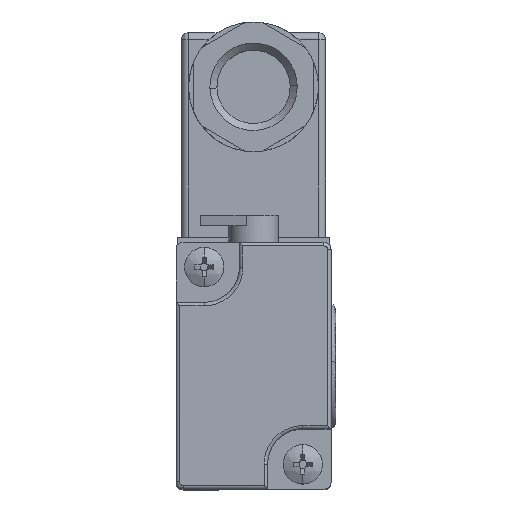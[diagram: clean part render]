
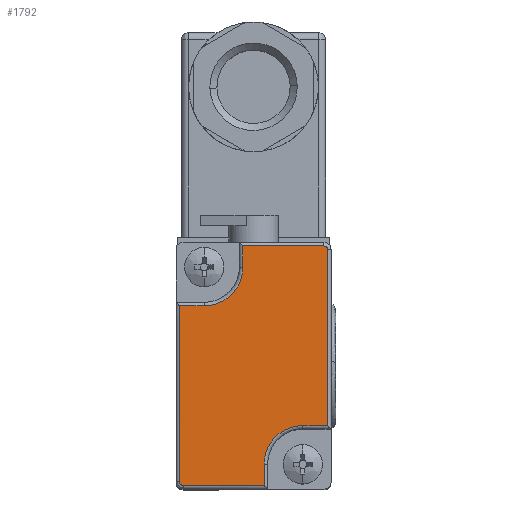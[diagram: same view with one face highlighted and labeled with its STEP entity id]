
A CAD part, top view. The second image highlights one B-rep face of the part: STEP entity #1792.
In plain terms, the highlighted planar face has unit normal (0, 0, 1).
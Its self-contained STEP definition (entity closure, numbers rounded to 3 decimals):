
#110 = EDGE_CURVE ( 'NONE', #6755, #7526, #1449, .T. ) ;
#444 = VERTEX_POINT ( 'NONE', #831 ) ;
#831 = CARTESIAN_POINT ( 'NONE',  ( -33.361, 56.701, 17.581 ) ) ;
#1034 = VECTOR ( 'NONE', #5703, 1000. ) ;
#1120 = CARTESIAN_POINT ( 'NONE',  ( -42.361, 26.201, 17.581 ) ) ;
#1133 = CARTESIAN_POINT ( 'NONE',  ( -33.568, 57.201, 17.581 ) ) ;
#1199 = CARTESIAN_POINT ( 'NONE',  ( -33.361, 40.201, 17.581 ) ) ;
#1444 = VERTEX_POINT ( 'NONE', #13698 ) ;
#1449 = LINE ( 'NONE', #5970, #13159 ) ;
#1637 = ORIENTED_EDGE ( 'NONE', *, *, #5729, .F. ) ;
#1677 = CARTESIAN_POINT ( 'NONE',  ( -54.361, 23.701, 17.581 ) ) ;
#1792 = ADVANCED_FACE ( 'NONE', ( #12409 ), #7834, .F. ) ;
#1964 = LINE ( 'NONE', #13711, #7288 ) ;
#2276 = DIRECTION ( 'NONE',  ( 0., -1., 0. ) ) ;
#2493 = VERTEX_POINT ( 'NONE', #10169 ) ;
#2836 = ORIENTED_EDGE ( 'NONE', *, *, #13436, .F. ) ;
#3159 = VECTOR ( 'NONE', #14164, 1000. ) ;
#3195 =( BOUNDED_CURVE ( )  B_SPLINE_CURVE ( 3, ( #9034, #1133, #3398, #11334 ),
 .UNSPECIFIED., .F., .F. ) 
 B_SPLINE_CURVE_WITH_KNOTS ( ( 4, 4 ),
 ( 0., 1. ),
 .UNSPECIFIED. ) 
 CURVE ( )  GEOMETRIC_REPRESENTATION_ITEM ( )  RATIONAL_B_SPLINE_CURVE ( ( 1., 0.805, 0.805, 1. ) ) 
 REPRESENTATION_ITEM ( '' )  );
#3297 = VECTOR ( 'NONE', #5974, 1000. ) ;
#3398 = CARTESIAN_POINT ( 'NONE',  ( -33.361, 56.994, 17.581 ) ) ;
#3619 = CARTESIAN_POINT ( 'NONE',  ( -50.861, 48.701, 17.581 ) ) ;
#3655 = LINE ( 'NONE', #5931, #3297 ) ;
#3667 = CARTESIAN_POINT ( 'NONE',  ( -33.361, 31.701, 17.581 ) ) ;
#3714 = EDGE_CURVE ( 'NONE', #14055, #4393, #12674, .T. ) ;
#4064 = ORIENTED_EDGE ( 'NONE', *, *, #13528, .F. ) ;
#4393 = VERTEX_POINT ( 'NONE', #4695 ) ;
#4401 = CARTESIAN_POINT ( 'NONE',  ( -43.861, 40.201, 17.581 ) ) ;
#4465 = CARTESIAN_POINT ( 'NONE',  ( -40.082, 31.701, 17.581 ) ) ;
#4675 = CARTESIAN_POINT ( 'NONE',  ( -45.361, 54.201, 17.581 ) ) ;
#4695 = CARTESIAN_POINT ( 'NONE',  ( -54.361, 48.701, 17.581 ) ) ;
#4759 = CARTESIAN_POINT ( 'NONE',  ( -45.361, 50.979, 17.581 ) ) ;
#5024 = CARTESIAN_POINT ( 'NONE',  ( -54.154, 23.201, 17.581 ) ) ;
#5358 = ORIENTED_EDGE ( 'NONE', *, *, #9460, .F. ) ;
#5625 = CARTESIAN_POINT ( 'NONE',  ( -42.361, 23.201, 17.581 ) ) ;
#5703 = DIRECTION ( 'NONE',  ( 0., -1., 0. ) ) ;
#5729 = EDGE_CURVE ( 'NONE', #11703, #10609, #1964, .T. ) ;
#5769 = VECTOR ( 'NONE', #12742, 1000. ) ;
#5900 = DIRECTION ( 'NONE',  ( 0., 1., 0. ) ) ;
#5931 = CARTESIAN_POINT ( 'NONE',  ( -43.861, 48.701, 17.581 ) ) ;
#5970 = CARTESIAN_POINT ( 'NONE',  ( -45.361, 40.201, 17.581 ) ) ;
#5974 = DIRECTION ( 'NONE',  ( 1., 0., 0. ) ) ;
#6013 = CARTESIAN_POINT ( 'NONE',  ( -54.361, 40.201, 17.581 ) ) ;
#6191 = CARTESIAN_POINT ( 'NONE',  ( -53.861, 23.201, 17.581 ) ) ;
#6218 = CARTESIAN_POINT ( 'NONE',  ( -33.861, 57.201, 17.581 ) ) ;
#6351 = LINE ( 'NONE', #12703, #12035 ) ;
#6684 = EDGE_LOOP ( 'NONE', ( #10783, #11368, #5358, #1637, #14285, #11363, #2836, #10091, #4064, #8943, #9804, #9910 ) ) ;
#6755 = VERTEX_POINT ( 'NONE', #4675 ) ;
#6758 =( BOUNDED_CURVE ( )  B_SPLINE_CURVE ( 3, ( #6769, #4465, #7898, #1120 ),
 .UNSPECIFIED., .F., .T. ) 
 B_SPLINE_CURVE_WITH_KNOTS ( ( 4, 4 ),
 ( 0., 1. ),
 .UNSPECIFIED. ) 
 CURVE ( )  GEOMETRIC_REPRESENTATION_ITEM ( )  RATIONAL_B_SPLINE_CURVE ( ( 1., 0.805, 0.805, 1. ) ) 
 REPRESENTATION_ITEM ( '' )  );
#6769 = CARTESIAN_POINT ( 'NONE',  ( -36.861, 31.701, 17.581 ) ) ;
#6883 = DIRECTION ( 'NONE',  ( -1., 0., 0. ) ) ;
#6977 = CARTESIAN_POINT ( 'NONE',  ( -54.361, 23.701, 17.581 ) ) ;
#6991 = VERTEX_POINT ( 'NONE', #12975 ) ;
#7065 = LINE ( 'NONE', #1199, #1034 ) ;
#7080 = CARTESIAN_POINT ( 'NONE',  ( -43.861, 23.201, 17.581 ) ) ;
#7288 = VECTOR ( 'NONE', #2276, 1000. ) ;
#7307 = CARTESIAN_POINT ( 'NONE',  ( -36.861, 31.701, 17.581 ) ) ;
#7447 = VERTEX_POINT ( 'NONE', #3667 ) ;
#7526 = VERTEX_POINT ( 'NONE', #14518 ) ;
#7834 = PLANE ( 'NONE',  #13642 ) ;
#7898 = CARTESIAN_POINT ( 'NONE',  ( -42.361, 29.423, 17.581 ) ) ;
#7982 = DIRECTION ( 'NONE',  ( 0., 0., -1. ) ) ;
#8109 = VERTEX_POINT ( 'NONE', #6218 ) ;
#8141 = EDGE_CURVE ( 'NONE', #4393, #2493, #3655, .T. ) ;
#8449 = CARTESIAN_POINT ( 'NONE',  ( -54.361, 23.408, 17.581 ) ) ;
#8733 =( BOUNDED_CURVE ( )  B_SPLINE_CURVE ( 3, ( #6191, #5024, #8449, #1677 ),
 .UNSPECIFIED., .F., .F. ) 
 B_SPLINE_CURVE_WITH_KNOTS ( ( 4, 4 ),
 ( 0., 1. ),
 .UNSPECIFIED. ) 
 CURVE ( )  GEOMETRIC_REPRESENTATION_ITEM ( )  RATIONAL_B_SPLINE_CURVE ( ( 1., 0.805, 0.805, 1. ) ) 
 REPRESENTATION_ITEM ( '' )  );
#8943 = ORIENTED_EDGE ( 'NONE', *, *, #110, .F. ) ;
#9034 = CARTESIAN_POINT ( 'NONE',  ( -33.861, 57.201, 17.581 ) ) ;
#9460 = EDGE_CURVE ( 'NONE', #10609, #1444, #14415, .T. ) ;
#9618 = VECTOR ( 'NONE', #11675, 1000. ) ;
#9804 = ORIENTED_EDGE ( 'NONE', *, *, #14514, .F. ) ;
#9910 = ORIENTED_EDGE ( 'NONE', *, *, #8141, .F. ) ;
#10091 = ORIENTED_EDGE ( 'NONE', *, *, #10617, .F. ) ;
#10169 = CARTESIAN_POINT ( 'NONE',  ( -50.861, 48.701, 17.581 ) ) ;
#10276 =( BOUNDED_CURVE ( )  B_SPLINE_CURVE ( 3, ( #3619, #10418, #4759, #12722 ),
 .UNSPECIFIED., .F., .F. ) 
 B_SPLINE_CURVE_WITH_KNOTS ( ( 4, 4 ),
 ( 0., 1. ),
 .UNSPECIFIED. ) 
 CURVE ( )  GEOMETRIC_REPRESENTATION_ITEM ( )  RATIONAL_B_SPLINE_CURVE ( ( 1., 0.805, 0.805, 1. ) ) 
 REPRESENTATION_ITEM ( '' )  );
#10418 = CARTESIAN_POINT ( 'NONE',  ( -47.639, 48.701, 17.581 ) ) ;
#10609 = VERTEX_POINT ( 'NONE', #5625 ) ;
#10617 = EDGE_CURVE ( 'NONE', #8109, #444, #3195, .T. ) ;
#10783 = ORIENTED_EDGE ( 'NONE', *, *, #3714, .F. ) ;
#11334 = CARTESIAN_POINT ( 'NONE',  ( -33.361, 56.701, 17.581 ) ) ;
#11363 = ORIENTED_EDGE ( 'NONE', *, *, #13170, .F. ) ;
#11368 = ORIENTED_EDGE ( 'NONE', *, *, #14099, .F. ) ;
#11675 = DIRECTION ( 'NONE',  ( 0., 1., 0. ) ) ;
#11703 = VERTEX_POINT ( 'NONE', #14538 ) ;
#12035 = VECTOR ( 'NONE', #13810, 1000. ) ;
#12231 = LINE ( 'NONE', #7307, #3159 ) ;
#12409 = FACE_OUTER_BOUND ( 'NONE', #6684, .T. ) ;
#12674 = LINE ( 'NONE', #6013, #9618 ) ;
#12703 = CARTESIAN_POINT ( 'NONE',  ( -43.861, 57.201, 17.581 ) ) ;
#12722 = CARTESIAN_POINT ( 'NONE',  ( -45.361, 54.201, 17.581 ) ) ;
#12742 = DIRECTION ( 'NONE',  ( -1., 0., 0. ) ) ;
#12894 = EDGE_CURVE ( 'NONE', #6991, #11703, #6758, .T. ) ;
#12975 = CARTESIAN_POINT ( 'NONE',  ( -36.861, 31.701, 17.581 ) ) ;
#13159 = VECTOR ( 'NONE', #5900, 1000. ) ;
#13170 = EDGE_CURVE ( 'NONE', #7447, #6991, #12231, .T. ) ;
#13436 = EDGE_CURVE ( 'NONE', #444, #7447, #7065, .T. ) ;
#13528 = EDGE_CURVE ( 'NONE', #7526, #8109, #6351, .T. ) ;
#13642 = AXIS2_PLACEMENT_3D ( 'NONE', #4401, #7982, #6883 ) ;
#13698 = CARTESIAN_POINT ( 'NONE',  ( -53.861, 23.201, 17.581 ) ) ;
#13711 = CARTESIAN_POINT ( 'NONE',  ( -42.361, 40.201, 17.581 ) ) ;
#13810 = DIRECTION ( 'NONE',  ( 1., 0., 0. ) ) ;
#14055 = VERTEX_POINT ( 'NONE', #6977 ) ;
#14099 = EDGE_CURVE ( 'NONE', #1444, #14055, #8733, .T. ) ;
#14164 = DIRECTION ( 'NONE',  ( -1., 0., 0. ) ) ;
#14285 = ORIENTED_EDGE ( 'NONE', *, *, #12894, .F. ) ;
#14415 = LINE ( 'NONE', #7080, #5769 ) ;
#14514 = EDGE_CURVE ( 'NONE', #2493, #6755, #10276, .T. ) ;
#14518 = CARTESIAN_POINT ( 'NONE',  ( -45.361, 57.201, 17.581 ) ) ;
#14538 = CARTESIAN_POINT ( 'NONE',  ( -42.361, 26.201, 17.581 ) ) ;
